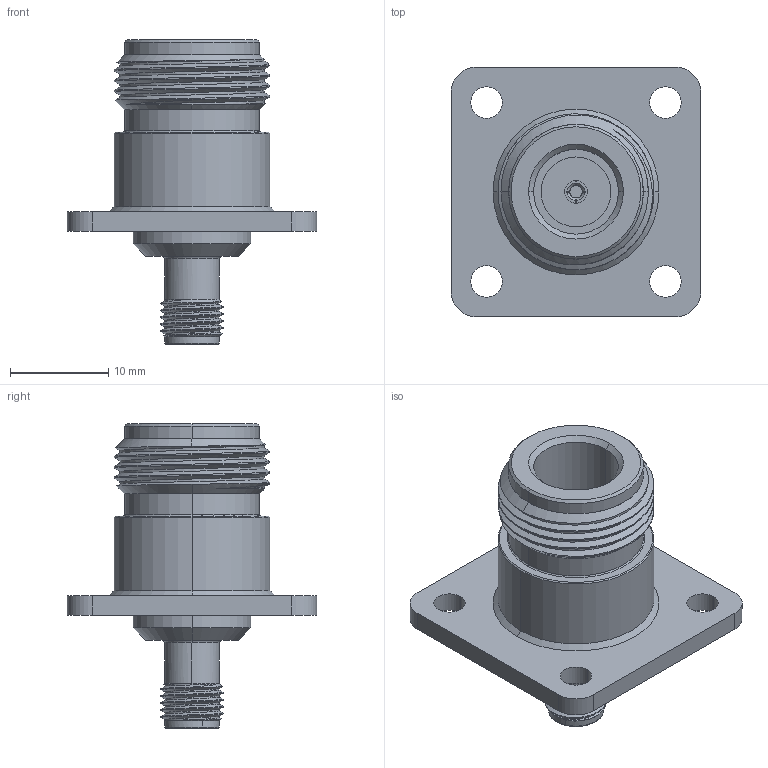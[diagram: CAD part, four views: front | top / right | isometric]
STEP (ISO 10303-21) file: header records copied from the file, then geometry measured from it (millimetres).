
FILE_DESCRIPTION (( 'STEP AP203' ), '1' );
FILE_NAME ('SM4228.step', '2018-10-11T16:44:56', ( '' ), ( '' ), 'SwSTEP 2.0', 'SolidWorks 2017', '' );
FILE_SCHEMA (( 'CONFIG_CONTROL_DESIGN' ));
Length unit declared in the file: inch
Products named in the file (1): SM4228
Bounding box: 25.4 x 25.4 x 31 mm (x, y, z)
Volume: 4224.1 mm3; surface area: 3119.2 mm2
Topology: 1 solids, 1 shells, 137 faces, 340 edges, 217 vertices
Faces by surface type: cylinder 66, plane 30, cone 29, bspline 8, torus 4
Entity records: 6580 total; most frequent: CARTESIAN_POINT 3430, ORIENTED_EDGE 680, DIRECTION 607, EDGE_CURVE 340, AXIS2_PLACEMENT_3D 248, VERTEX_POINT 217, EDGE_LOOP 157, FACE_OUTER_BOUND 137
